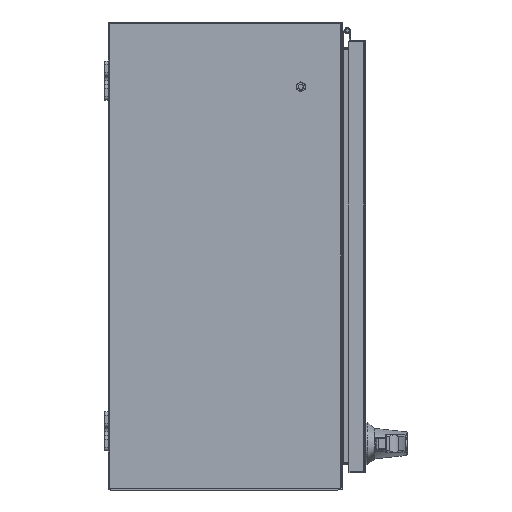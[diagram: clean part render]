
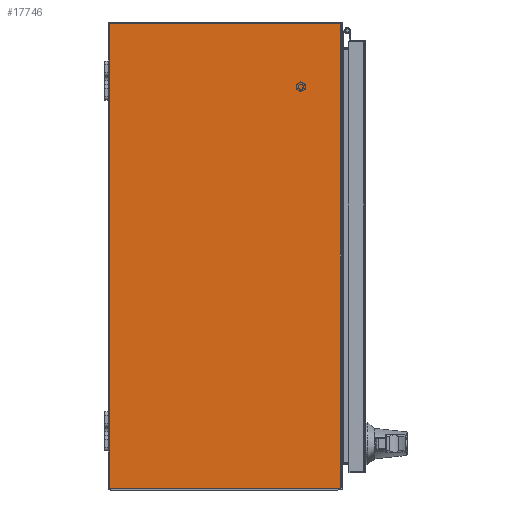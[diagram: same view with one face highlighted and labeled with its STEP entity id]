
A CAD part, front view. The second image highlights one B-rep face of the part: STEP entity #17746.
In plain terms, the highlighted face is planar.
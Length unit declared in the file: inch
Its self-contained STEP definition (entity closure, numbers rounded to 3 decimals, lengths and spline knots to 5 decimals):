
#828 = DIRECTION ( 'NONE',  ( 0., 0., 1. ) ) ;
#2699 = DIRECTION ( 'NONE',  ( 0., -1., 0. ) ) ;
#3244 = VECTOR ( 'NONE', #80270, 39.37008 ) ;
#4836 = FACE_OUTER_BOUND ( 'NONE', #53257, .T. ) ;
#5733 = AXIS2_PLACEMENT_3D ( 'NONE', #58004, #828, #97987 ) ;
#10311 = DIRECTION ( 'NONE',  ( -1., 0., 0. ) ) ;
#10583 = ORIENTED_EDGE ( 'NONE', *, *, #31883, .T. ) ;
#12636 = DIRECTION ( 'NONE',  ( 1., 0., 0. ) ) ;
#17746 = ADVANCED_FACE ( 'NONE', ( #4836 ), #59855, .T. ) ;
#18743 = CARTESIAN_POINT ( 'NONE',  ( 11.928, -0.072, -12. ) ) ;
#18794 = VECTOR ( 'NONE', #46324, 39.37008 ) ;
#19082 = EDGE_CURVE ( 'NONE', #86302, #51711, #37662, .T. ) ;
#21419 = CARTESIAN_POINT ( 'NONE',  ( 11.928, -0.072, -12. ) ) ;
#30475 = CARTESIAN_POINT ( 'NONE',  ( 11.928, -12.941, -12. ) ) ;
#31307 = ORIENTED_EDGE ( 'NONE', *, *, #49892, .F. ) ;
#31883 = EDGE_CURVE ( 'NONE', #99343, #51711, #34090, .T. ) ;
#32571 = VERTEX_POINT ( 'NONE', #93022 ) ;
#33411 = ORIENTED_EDGE ( 'NONE', *, *, #58989, .T. ) ;
#34090 = LINE ( 'NONE', #43632, #69516 ) ;
#36634 = LINE ( 'NONE', #102228, #18794 ) ;
#37472 = ORIENTED_EDGE ( 'NONE', *, *, #41990, .F. ) ;
#37662 = LINE ( 'NONE', #30475, #64336 ) ;
#41406 = LINE ( 'NONE', #55903, #3244 ) ;
#41990 = EDGE_CURVE ( 'NONE', #64663, #86302, #61773, .T. ) ;
#43632 = CARTESIAN_POINT ( 'NONE',  ( 11.928, -0.072, -12. ) ) ;
#46071 = DIRECTION ( 'NONE',  ( 0., 1., 0. ) ) ;
#46324 = DIRECTION ( 'NONE',  ( -1., 0., 0. ) ) ;
#49625 = CARTESIAN_POINT ( 'NONE',  ( 11.928, -11.77404, -12. ) ) ;
#49703 = CARTESIAN_POINT ( 'NONE',  ( -11.928, -11.77404, -12. ) ) ;
#49866 = ORIENTED_EDGE ( 'NONE', *, *, #19082, .F. ) ;
#49892 = EDGE_CURVE ( 'NONE', #85015, #32571, #83317, .T. ) ;
#51711 = VERTEX_POINT ( 'NONE', #21419 ) ;
#53257 = EDGE_LOOP ( 'NONE', ( #37472, #64554, #31307, #33411, #10583, #49866 ) ) ;
#55903 = CARTESIAN_POINT ( 'NONE',  ( -11.928, -0.072, -12. ) ) ;
#56244 = AXIS2_PLACEMENT_3D ( 'NONE', #18743, #75045, #2699 ) ;
#58004 = CARTESIAN_POINT ( 'NONE',  ( 11.678, -11.77404, -12. ) ) ;
#58989 = EDGE_CURVE ( 'NONE', #85015, #99343, #41406, .T. ) ;
#59855 = PLANE ( 'NONE',  #56244 ) ;
#61773 = CIRCLE ( 'NONE', #5733, 0.25 ) ;
#64336 = VECTOR ( 'NONE', #46071, 39.37008 ) ;
#64554 = ORIENTED_EDGE ( 'NONE', *, *, #87181, .T. ) ;
#64663 = VERTEX_POINT ( 'NONE', #91429 ) ;
#69516 = VECTOR ( 'NONE', #12636, 39.37008 ) ;
#75045 = DIRECTION ( 'NONE',  ( 0., 0., -1. ) ) ;
#75188 = DIRECTION ( 'NONE',  ( 0., 0., 1. ) ) ;
#78905 = CARTESIAN_POINT ( 'NONE',  ( -11.928, -0.072, -12. ) ) ;
#80270 = DIRECTION ( 'NONE',  ( 0., 1., 0. ) ) ;
#81929 = CARTESIAN_POINT ( 'NONE',  ( -11.678, -11.77404, -12. ) ) ;
#83317 = CIRCLE ( 'NONE', #90033, 0.25 ) ;
#85015 = VERTEX_POINT ( 'NONE', #49703 ) ;
#86302 = VERTEX_POINT ( 'NONE', #49625 ) ;
#87181 = EDGE_CURVE ( 'NONE', #64663, #32571, #36634, .T. ) ;
#90033 = AXIS2_PLACEMENT_3D ( 'NONE', #81929, #75188, #10311 ) ;
#91429 = CARTESIAN_POINT ( 'NONE',  ( 11.89842, -11.892, -12. ) ) ;
#93022 = CARTESIAN_POINT ( 'NONE',  ( -11.89842, -11.892, -12. ) ) ;
#97987 = DIRECTION ( 'NONE',  ( -1., 0., 0. ) ) ;
#99343 = VERTEX_POINT ( 'NONE', #78905 ) ;
#102228 = CARTESIAN_POINT ( 'NONE',  ( 11.928, -11.892, -12. ) ) ;
